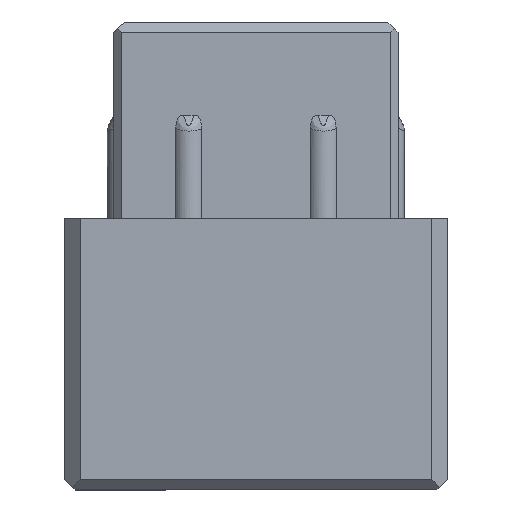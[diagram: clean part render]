
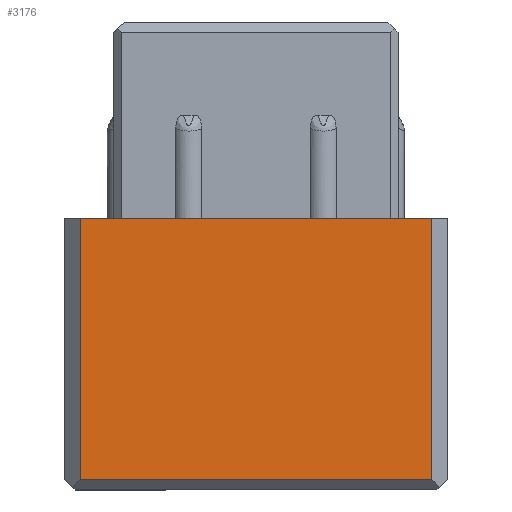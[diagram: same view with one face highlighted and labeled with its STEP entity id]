
A CAD part, left-side view. The second image highlights one B-rep face of the part: STEP entity #3176.
In plain terms, the highlighted planar face has unit normal (-1, 0, 0).
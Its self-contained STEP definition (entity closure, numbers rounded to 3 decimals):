
#2653=CARTESIAN_POINT('',(-4.9,-3.4,5.3));
#2654=VERTEX_POINT('',#2653);
#2661=CARTESIAN_POINT('',(-4.9,-3.4,0.25));
#2662=VERTEX_POINT('',#2661);
#2663=CARTESIAN_POINT('',(-4.9,-3.4,5.3));
#2664=DIRECTION('',(0.,0.,-1.));
#2665=VECTOR('',#2664,5.05);
#2666=LINE('',#2663,#2665);
#2667=EDGE_CURVE('',#2654,#2662,#2666,.T.);
#2765=CARTESIAN_POINT('',(-4.9,3.4,0.25));
#2766=VERTEX_POINT('',#2765);
#2773=CARTESIAN_POINT('',(-4.9,3.4,5.3));
#2774=VERTEX_POINT('',#2773);
#2775=CARTESIAN_POINT('',(-4.9,3.4,0.25));
#2776=DIRECTION('',(0.,0.,1.));
#2777=VECTOR('',#2776,5.05);
#2778=LINE('',#2775,#2777);
#2779=EDGE_CURVE('',#2766,#2774,#2778,.T.);
#3119=CARTESIAN_POINT('',(-4.9,-3.4,0.25));
#3120=DIRECTION('',(0.,1.,0.));
#3121=VECTOR('',#3120,6.8);
#3122=LINE('',#3119,#3121);
#3123=EDGE_CURVE('',#2662,#2766,#3122,.T.);
#3160=CARTESIAN_POINT('',(-4.9,0.007,2.593));
#3161=DIRECTION('',(0.,0.,1.));
#3162=DIRECTION('',(-1.,0.,0.));
#3163=AXIS2_PLACEMENT_3D('',#3160,#3162,#3161);
#3164=PLANE('',#3163);
#3165=ORIENTED_EDGE('',*,*,#2779,.F.);
#3166=ORIENTED_EDGE('',*,*,#3123,.F.);
#3167=ORIENTED_EDGE('',*,*,#2667,.F.);
#3168=CARTESIAN_POINT('',(-4.9,-3.4,5.3));
#3169=DIRECTION('',(0.,1.,0.));
#3170=VECTOR('',#3169,6.8);
#3171=LINE('',#3168,#3170);
#3172=EDGE_CURVE('',#2654,#2774,#3171,.T.);
#3173=ORIENTED_EDGE('',*,*,#3172,.T.);
#3174=EDGE_LOOP('',(#3165,#3166,#3167,#3173));
#3175=FACE_OUTER_BOUND('',#3174,.T.);
#3176=ADVANCED_FACE('',(#3175),#3164,.T.);
